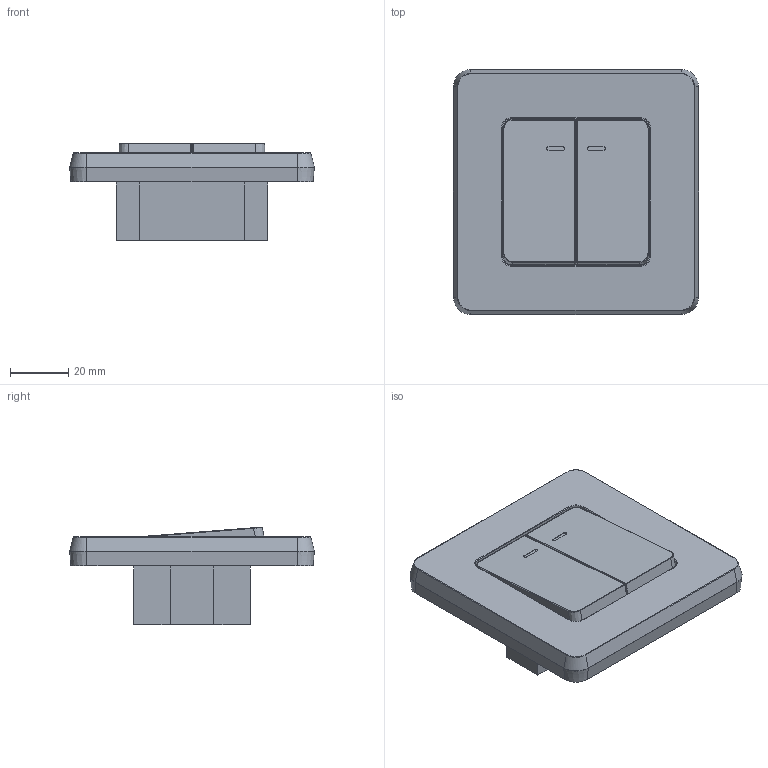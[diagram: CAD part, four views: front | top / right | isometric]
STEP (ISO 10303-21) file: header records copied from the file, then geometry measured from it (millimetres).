
FILE_DESCRIPTION (( 'STEP AP203' ), '1' );
FILE_NAME ('Âûêëþ÷àòåëü 2 êë ñ ïîäñâåòêîé.STEP', '2025-05-27T10:20:29', ( '' ), ( '' ), 'SwSTEP 2.0', 'SolidWorks 2022', '' );
FILE_SCHEMA (( 'CONFIG_CONTROL_DESIGN' ));
Length unit declared in the file: millimetre
Products named in the file (1): Выключатель 2 кл с подсветкой
Bounding box: 84 x 84 x 33.52 mm (x, y, z)
Volume: 105974.1 mm3; surface area: 22355.4 mm2
Topology: 1 solids, 8 shells, 361 faces, 968 edges, 628 vertices
Faces by surface type: plane 276, cylinder 41, bspline 25, cone 10, sphere 5, torus 4
Entity records: 14043 total; most frequent: CARTESIAN_POINT 5116, ORIENTED_EDGE 1936, DIRECTION 1647, EDGE_CURVE 968, VECTOR 809, LINE 809, VERTEX_POINT 628, AXIS2_PLACEMENT_3D 419
